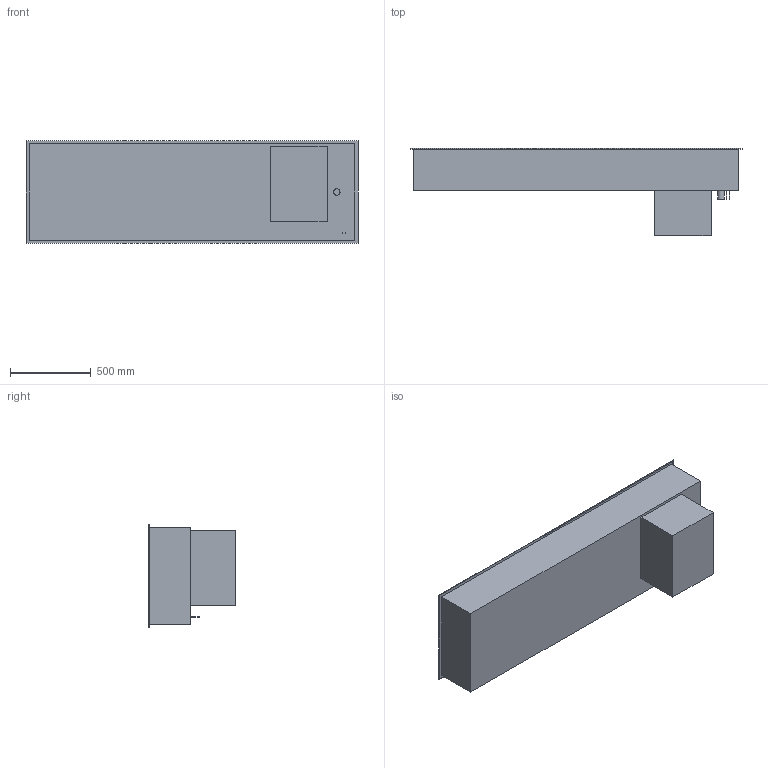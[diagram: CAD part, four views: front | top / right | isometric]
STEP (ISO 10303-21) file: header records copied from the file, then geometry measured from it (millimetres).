
FILE_DESCRIPTION(/* description */ ('Einbausaladette (stille Kühlung): eigengekühlt'),/* implementation_level */ '2;1');
FILE_NAME(/* name */ '3D-AKE-00003082.stp',/* time_stamp */ '2021-09-29T15:04:57+02:00',/* author */ ('maltrim.rexhaj'),/* organization */ (''),/* preprocessor_version */ 'ST-DEVELOPER v18',/* originating_system */ 'Autodesk Inventor 2020',/* authorisation */ '');
FILE_SCHEMA (('AUTOMOTIVE_DESIGN { 1 0 10303 214 3 1 1 }'));
Length unit declared in the file: millimetre
Products named in the file (1): 3D-AKE-00003082
Bounding box: 2060 x 540 x 638 mm (x, y, z)
Volume: 151837398.8 mm3; surface area: 5485948.9 mm2
Topology: 1 solids, 1 shells, 36 faces, 83 edges, 56 vertices
Faces by surface type: plane 33, cylinder 3
Full cylindrical faces by diameter (mm): 4 x2, 40 x1
Entity records: 1056 total; most frequent: CARTESIAN_POINT 176, DIRECTION 169, ORIENTED_EDGE 166, EDGE_CURVE 83, LINE 71, VECTOR 71, VERTEX_POINT 56, AXIS2_PLACEMENT_3D 49
